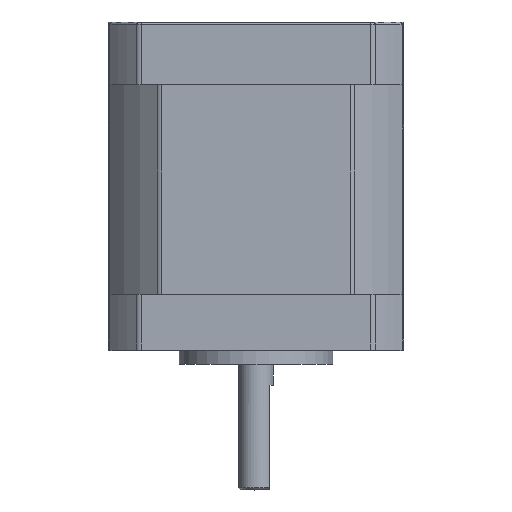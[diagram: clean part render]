
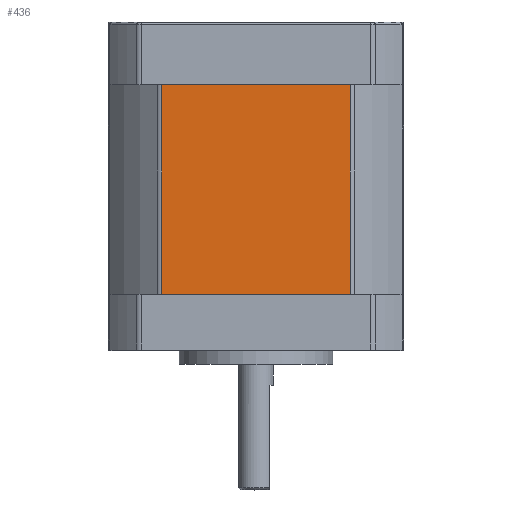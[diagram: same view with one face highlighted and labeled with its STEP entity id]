
A CAD part, top view. The second image highlights one B-rep face of the part: STEP entity #436.
In plain terms, the highlighted planar face has unit normal (0, 0, 1).
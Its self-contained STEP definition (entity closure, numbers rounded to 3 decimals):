
#436 = ADVANCED_FACE( '', ( #906 ), #907, .T. );
#906 = FACE_OUTER_BOUND( '', #1451, .T. );
#907 = PLANE( '', #1452 );
#1451 = EDGE_LOOP( '', ( #2348, #2349, #2350, #2351 ) );
#1452 = AXIS2_PLACEMENT_3D( '', #2352, #2353, #2354 );
#2348 = ORIENTED_EDGE( '', *, *, #3228, .F. );
#2349 = ORIENTED_EDGE( '', *, *, #3122, .F. );
#2350 = ORIENTED_EDGE( '', *, *, #3281, .T. );
#2351 = ORIENTED_EDGE( '', *, *, #3189, .T. );
#2352 = CARTESIAN_POINT( '', ( -13.492, -46., 21.15 ) );
#2353 = DIRECTION( '', ( 0., 0., 1. ) );
#2354 = DIRECTION( '', ( 1., 0., 0. ) );
#3122 = EDGE_CURVE( '', #3699, #3695, #3701, .T. );
#3189 = EDGE_CURVE( '', #3807, #3804, #3808, .T. );
#3228 = EDGE_CURVE( '', #3695, #3804, #3863, .T. );
#3281 = EDGE_CURVE( '', #3699, #3807, #3938, .T. );
#3695 = VERTEX_POINT( '', #4457 );
#3699 = VERTEX_POINT( '', #4462 );
#3701 = LINE( '', #4464, #4465 );
#3804 = VERTEX_POINT( '', #4589 );
#3807 = VERTEX_POINT( '', #4592 );
#3808 = LINE( '', #4593, #4594 );
#3863 = LINE( '', #4676, #4677 );
#3938 = LINE( '', #4765, #4766 );
#4457 = CARTESIAN_POINT( '', ( -13.492, 0., 21.15 ) );
#4462 = CARTESIAN_POINT( '', ( -13.492, -30., 21.15 ) );
#4464 = CARTESIAN_POINT( '', ( -13.492, -46., 21.15 ) );
#4465 = VECTOR( '', #5291, 1000. );
#4589 = CARTESIAN_POINT( '', ( 13.492, 0., 21.15 ) );
#4592 = CARTESIAN_POINT( '', ( 13.492, -30., 21.15 ) );
#4593 = CARTESIAN_POINT( '', ( 13.492, -46., 21.15 ) );
#4594 = VECTOR( '', #5394, 1000. );
#4676 = CARTESIAN_POINT( '', ( -13.492, 0., 21.15 ) );
#4677 = VECTOR( '', #5452, 1000. );
#4765 = CARTESIAN_POINT( '', ( -13.492, -30., 21.15 ) );
#4766 = VECTOR( '', #5538, 1000. );
#5291 = DIRECTION( '', ( 0., 1., 0. ) );
#5394 = DIRECTION( '', ( 0., 1., 0. ) );
#5452 = DIRECTION( '', ( 1., 0., 0. ) );
#5538 = DIRECTION( '', ( 1., 0., 0. ) );
